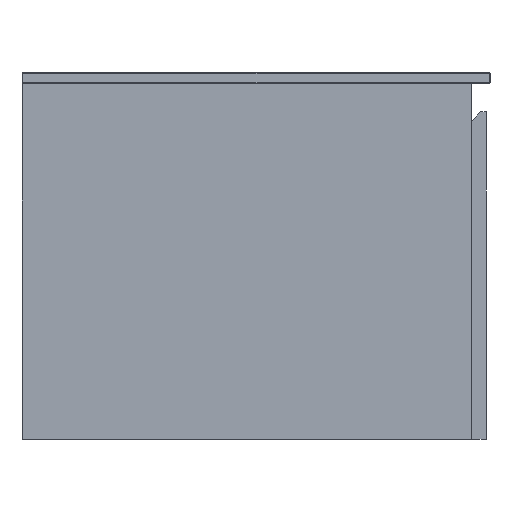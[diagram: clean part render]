
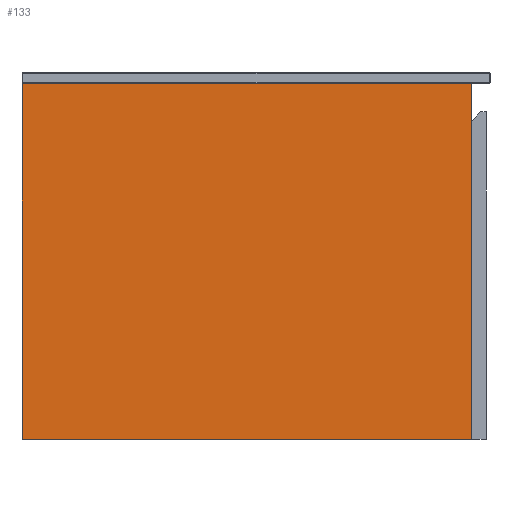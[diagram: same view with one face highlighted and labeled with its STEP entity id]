
A CAD part, left-side view. The second image highlights one B-rep face of the part: STEP entity #133.
In plain terms, the highlighted planar face has unit normal (-1, 0, 0).
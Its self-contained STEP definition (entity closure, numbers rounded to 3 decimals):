
#133=ADVANCED_FACE('',(#176),#672,.T.);
#176=FACE_OUTER_BOUND('',#219,.T.);
#219=EDGE_LOOP('',(#358,#359,#360,#361));
#358=ORIENTED_EDGE('',*,*,#480,.F.);
#359=ORIENTED_EDGE('',*,*,#467,.T.);
#360=ORIENTED_EDGE('',*,*,#478,.T.);
#361=ORIENTED_EDGE('',*,*,#479,.F.);
#467=EDGE_CURVE('',#623,#622,#556,.T.);
#478=EDGE_CURVE('',#622,#630,#567,.T.);
#479=EDGE_CURVE('',#631,#630,#568,.T.);
#480=EDGE_CURVE('',#623,#631,#569,.T.);
#556=B_SPLINE_CURVE_WITH_KNOTS('',1,(#1323,#1324),.UNSPECIFIED.,.F.,.F.,
(2,2),(-380.,0.),.UNSPECIFIED.);
#567=B_SPLINE_CURVE_WITH_KNOTS('',1,(#1345,#1346),.UNSPECIFIED.,.F.,.F.,
(2,2),(-480.,0.),.UNSPECIFIED.);
#568=B_SPLINE_CURVE_WITH_KNOTS('',1,(#1347,#1348),.UNSPECIFIED.,.F.,.F.,
(2,2),(-380.,0.),.UNSPECIFIED.);
#569=B_SPLINE_CURVE_WITH_KNOTS('',1,(#1349,#1350),.UNSPECIFIED.,.F.,.F.,
(2,2),(-480.,0.),.UNSPECIFIED.);
#622=VERTEX_POINT('',#1303);
#623=VERTEX_POINT('',#1304);
#630=VERTEX_POINT('',#1311);
#631=VERTEX_POINT('',#1312);
#672=PLANE('',#839);
#839=AXIS2_PLACEMENT_3D('',#1292,#900,$);
#900=DIRECTION('',(-1.,0.,0.));
#1292=CARTESIAN_POINT('',(-594.,-228.,528.));
#1303=CARTESIAN_POINT('',(-594.,190.,480.));
#1304=CARTESIAN_POINT('',(-594.,-190.,480.));
#1311=CARTESIAN_POINT('',(-594.,190.,0.));
#1312=CARTESIAN_POINT('',(-594.,-190.,0.));
#1323=CARTESIAN_POINT('',(-594.,-190.,480.));
#1324=CARTESIAN_POINT('',(-594.,190.,480.));
#1345=CARTESIAN_POINT('',(-594.,190.,480.));
#1346=CARTESIAN_POINT('',(-594.,190.,0.));
#1347=CARTESIAN_POINT('',(-594.,-190.,0.));
#1348=CARTESIAN_POINT('',(-594.,190.,0.));
#1349=CARTESIAN_POINT('',(-594.,-190.,480.));
#1350=CARTESIAN_POINT('',(-594.,-190.,0.));
